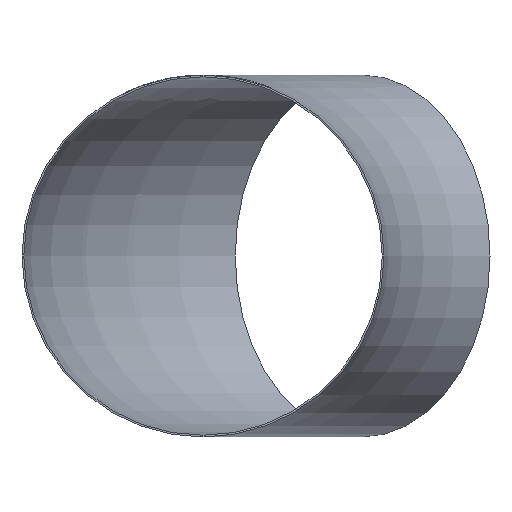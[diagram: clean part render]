
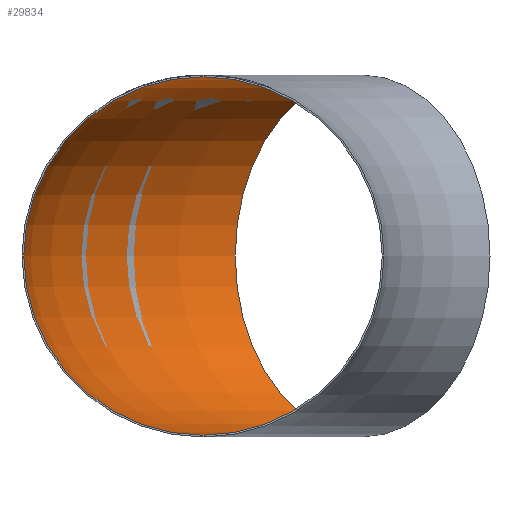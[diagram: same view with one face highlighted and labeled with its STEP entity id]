
A CAD part, front view. The second image highlights one B-rep face of the part: STEP entity #29834.
In plain terms, the highlighted toroidal (fillet/blend) face has major radius 1219 mm and minor radius 402.4 mm.
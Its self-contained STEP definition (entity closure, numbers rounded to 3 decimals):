
#91 = DIRECTION ( 'NONE',  ( 0., 0., -1. ) ) ;
#459 = CARTESIAN_POINT ( 'NONE',  ( -1219., 0., 402.4 ) ) ;
#1030 = AXIS2_PLACEMENT_3D ( 'NONE', #11005, #91, #10493 ) ;
#1383 = ORIENTED_EDGE ( 'NONE', *, *, #32065, .T. ) ;
#2397 = FACE_OUTER_BOUND ( 'NONE', #30562, .T. ) ;
#6404 = ORIENTED_EDGE ( 'NONE', *, *, #30995, .F. ) ;
#8195 = VERTEX_POINT ( 'NONE', #11191 ) ;
#9968 = CIRCLE ( 'NONE', #21820, 402.4 ) ;
#10493 = DIRECTION ( 'NONE',  ( -1., 0., 0. ) ) ;
#10652 = DIRECTION ( 'NONE',  ( -0.707, 0.707, 0. ) ) ;
#11005 = CARTESIAN_POINT ( 'NONE',  ( 0., 0., 0. ) ) ;
#11191 = CARTESIAN_POINT ( 'NONE',  ( -1146.503, 1146.503, 0. ) ) ;
#11620 = CIRCLE ( 'NONE', #21168, 402.4 ) ;
#13130 = DIRECTION ( 'NONE',  ( 0.707, 0.707, 0. ) ) ;
#16581 = CARTESIAN_POINT ( 'NONE',  ( -1219., 0., 0. ) ) ;
#19219 = DIRECTION ( 'NONE',  ( 0., 1., 0. ) ) ;
#21168 = AXIS2_PLACEMENT_3D ( 'NONE', #34613, #13130, #10652 ) ;
#21820 = AXIS2_PLACEMENT_3D ( 'NONE', #16581, #19219, #25236 ) ;
#24087 = VERTEX_POINT ( 'NONE', #459 ) ;
#25236 = DIRECTION ( 'NONE',  ( 0., 0., 1. ) ) ;
#29834 = ADVANCED_FACE ( 'NONE', ( #2397, #31833 ), #31412, .F. ) ;
#30562 = EDGE_LOOP ( 'NONE', ( #1383 ) ) ;
#30995 = EDGE_CURVE ( 'NONE', #24087, #24087, #9968, .T. ) ;
#31412 = TOROIDAL_SURFACE ( 'NONE', #1030, 1219., 402.4 ) ;
#31833 = FACE_OUTER_BOUND ( 'NONE', #33510, .T. ) ;
#32065 = EDGE_CURVE ( 'NONE', #8195, #8195, #11620, .T. ) ;
#33510 = EDGE_LOOP ( 'NONE', ( #6404 ) ) ;
#34613 = CARTESIAN_POINT ( 'NONE',  ( -861.963, 861.963, 0. ) ) ;
